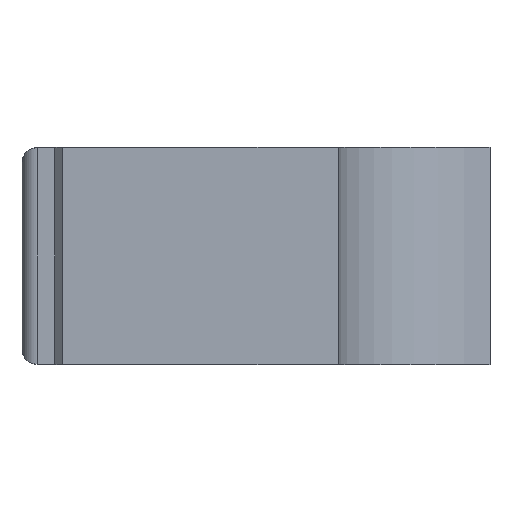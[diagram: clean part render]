
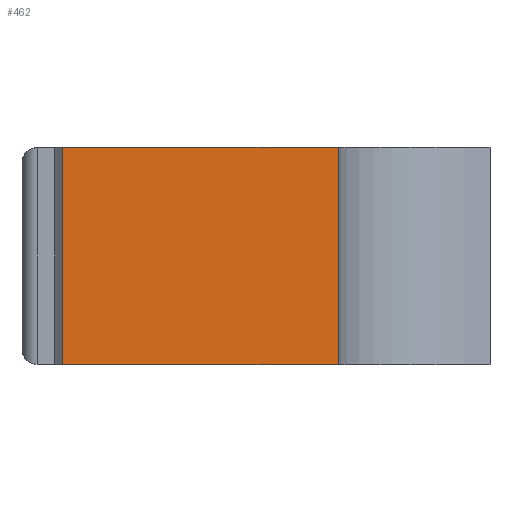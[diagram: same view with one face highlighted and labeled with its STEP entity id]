
A CAD part, front view. The second image highlights one B-rep face of the part: STEP entity #462.
In plain terms, the highlighted planar face has unit normal (0, -1, 0).
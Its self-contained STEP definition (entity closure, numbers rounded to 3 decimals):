
#40 = VECTOR ( 'NONE', #927, 1000. ) ;
#44 = VERTEX_POINT ( 'NONE', #1066 ) ;
#102 = CARTESIAN_POINT ( 'NONE',  ( -84.5, 0., -21.5 ) ) ;
#141 = EDGE_CURVE ( 'NONE', #44, #1036, #1098, .T. ) ;
#268 = CARTESIAN_POINT ( 'NONE',  ( -84.5, 0., 0. ) ) ;
#313 = DIRECTION ( 'NONE',  ( 0., 0., 1. ) ) ;
#354 = CARTESIAN_POINT ( 'NONE',  ( -30., 0., 21.5 ) ) ;
#431 = ORIENTED_EDGE ( 'NONE', *, *, #141, .T. ) ;
#462 = ADVANCED_FACE ( 'NONE', ( #675 ), #561, .T. ) ;
#478 = EDGE_CURVE ( 'NONE', #781, #44, #730, .T. ) ;
#529 = CARTESIAN_POINT ( 'NONE',  ( -30., 0., 0. ) ) ;
#561 = PLANE ( 'NONE',  #833 ) ;
#570 = VECTOR ( 'NONE', #1141, 1000. ) ;
#601 = LINE ( 'NONE', #268, #570 ) ;
#667 = DIRECTION ( 'NONE',  ( 0., 0., -1. ) ) ;
#675 = FACE_OUTER_BOUND ( 'NONE', #677, .T. ) ;
#677 = EDGE_LOOP ( 'NONE', ( #749, #431, #1138, #1050 ) ) ;
#689 = CARTESIAN_POINT ( 'NONE',  ( -39.675, 0., -21.5 ) ) ;
#699 = DIRECTION ( 'NONE',  ( 1., 0., 0. ) ) ;
#704 = LINE ( 'NONE', #1137, #1372 ) ;
#727 = VERTEX_POINT ( 'NONE', #1049 ) ;
#730 = LINE ( 'NONE', #689, #40 ) ;
#749 = ORIENTED_EDGE ( 'NONE', *, *, #478, .T. ) ;
#781 = VERTEX_POINT ( 'NONE', #102 ) ;
#833 = AXIS2_PLACEMENT_3D ( 'NONE', #1309, #1033, #667 ) ;
#927 = DIRECTION ( 'NONE',  ( 1., 0., 0. ) ) ;
#1033 = DIRECTION ( 'NONE',  ( 0., -1., 0. ) ) ;
#1036 = VERTEX_POINT ( 'NONE', #354 ) ;
#1049 = CARTESIAN_POINT ( 'NONE',  ( -84.5, 0., 21.5 ) ) ;
#1050 = ORIENTED_EDGE ( 'NONE', *, *, #1212, .F. ) ;
#1066 = CARTESIAN_POINT ( 'NONE',  ( -30., 0., -21.5 ) ) ;
#1098 = LINE ( 'NONE', #529, #1295 ) ;
#1137 = CARTESIAN_POINT ( 'NONE',  ( -39.675, 0., 21.5 ) ) ;
#1138 = ORIENTED_EDGE ( 'NONE', *, *, #1274, .F. ) ;
#1141 = DIRECTION ( 'NONE',  ( 0., 0., 1. ) ) ;
#1212 = EDGE_CURVE ( 'NONE', #781, #727, #601, .T. ) ;
#1274 = EDGE_CURVE ( 'NONE', #727, #1036, #704, .T. ) ;
#1295 = VECTOR ( 'NONE', #313, 1000. ) ;
#1309 = CARTESIAN_POINT ( 'NONE',  ( -30., 0., 0. ) ) ;
#1372 = VECTOR ( 'NONE', #699, 1000. ) ;
